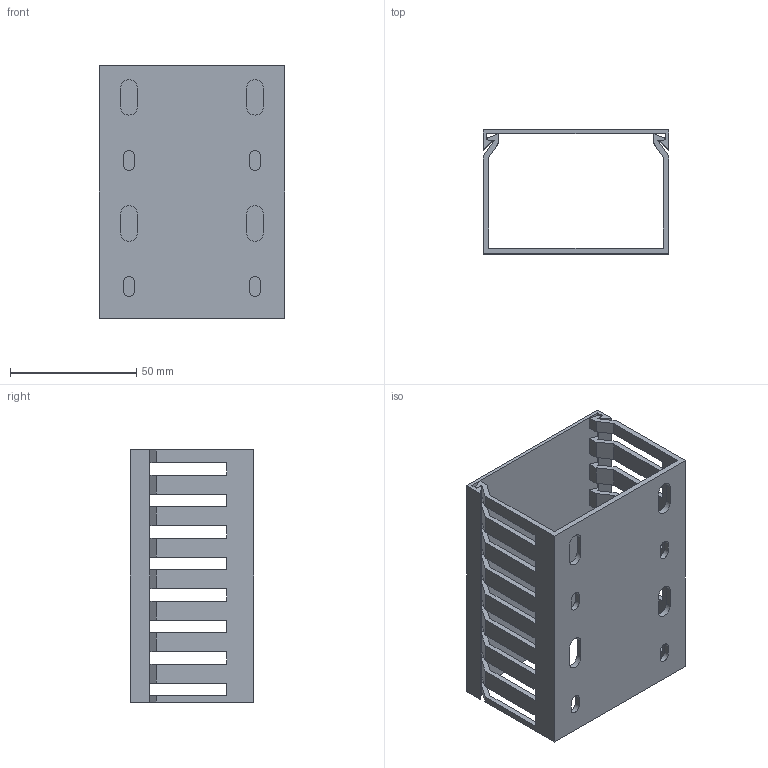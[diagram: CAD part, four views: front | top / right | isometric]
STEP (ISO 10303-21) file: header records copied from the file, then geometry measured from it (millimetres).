
FILE_DESCRIPTION((''),'2;1');
FILE_NAME('PROXY_HNG500750_ASM','2022-05-04T08:47:24',('mengess'),(''),'CREO PARAMETRIC BY PTC INC, 2021304','CREO PARAMETRIC BY PTC INC, 2021304','');
FILE_SCHEMA(('AUTOMOTIVE_DESIGN { 1 0 10303 214 1 1 1 1 }'));
Length unit declared in the file: millimetre
Products named in the file (3): PROXY_07370-M; PROXY_62271-M; PROXY_HNG500750_ASM
Assembly tree (2 placements, depth 2):
  PROXY_HNG500750_ASM
    PROXY_07370-M
    PROXY_62271-M
Bounding box: 73.5 x 49.1 x 100 mm (x, y, z)
Volume: 41136.6 mm3; surface area: 49298.4 mm2
Topology: 2 solids, 2 shells, 208 faces, 612 edges, 408 vertices
Faces by surface type: plane 174, cylinder 34
Entity records: 11122 total; most frequent: CARTESIAN_POINT 1428, DIRECTION 1356, ORIENTED_EDGE 1224, PRESENTATION_STYLE_ASSIGNMENT 657, STYLED_ITEM 657, CURVE_STYLE 656, VECTOR 615, LINE 615
